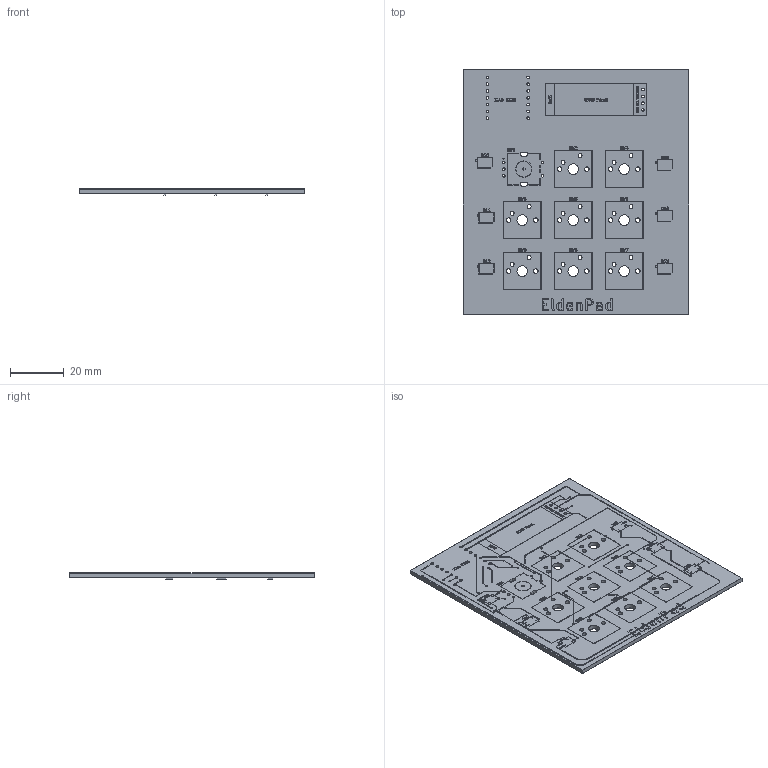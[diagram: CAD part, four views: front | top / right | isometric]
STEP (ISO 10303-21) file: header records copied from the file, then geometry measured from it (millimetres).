
FILE_DESCRIPTION(('KiCad electronic assembly'),'2;1');
FILE_NAME('Macropad.step','2026-01-18T13:07:05',('Pcbnew'),('Kicad'), 'Open CASCADE STEP processor 7.9','KiCad to STEP converter','Unknown' );
FILE_SCHEMA(('AUTOMOTIVE_DESIGN { 1 0 10303 214 1 1 1 1 }'));
Length unit declared in the file: millimetre
Products named in the file (9): Macropad 1; D_SOD-523; Macropad_copper; Macropad_via; Macropad_silkscreen; Macropad_soldermask; Macropad_PCB
Assembly tree (16 placements, depth 2):
  Macropad 1
    D_SOD-523  x9
    Macropad_copper
    Macropad_via
    Macropad_silkscreen
    Macropad_silkscreen
    Macropad_soldermask
    Macropad_soldermask
    Macropad_PCB
Bounding box: 84.25 x 91.21 x 2.3 mm (x, y, z)
Volume: 11332.5 mm3; surface area: 32390.9 mm2
Topology: 129 solids, 271 shells, 2098 faces, 7839 edges, 6150 vertices
Faces by surface type: plane 1538, cylinder 470, bspline 90
Full cylindrical faces by diameter (mm): 0.25 x42, 0.275 x84, 0.3 x84, 1 x23, 1.5 x16, 1.7 x16, 4 x8
Entity records: 81526 total; most frequent: CARTESIAN_POINT 15182, DIRECTION 12840, ORIENTED_EDGE 11838, EDGE_CURVE 7359, VERTEX_POINT 5862, LINE 5632, VECTOR 5632, AXIS2_PLACEMENT_3D 3604
